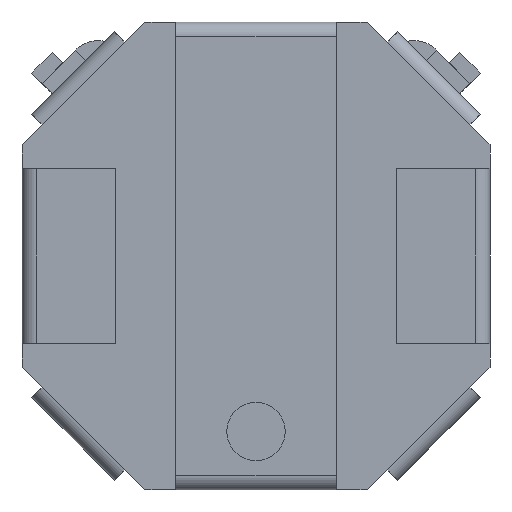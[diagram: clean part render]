
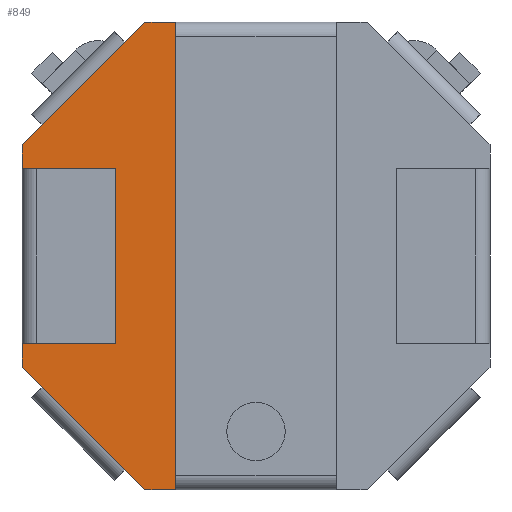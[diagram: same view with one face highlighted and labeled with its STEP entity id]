
A CAD part, front view. The second image highlights one B-rep face of the part: STEP entity #849.
In plain terms, the highlighted planar face has unit normal (0, -1, 0).
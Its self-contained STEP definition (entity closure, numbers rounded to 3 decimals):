
#34 = VERTEX_POINT ( 'NONE', #6125 ) ;
#84 = EDGE_CURVE ( 'NONE', #3240, #5454, #3987, .T. ) ;
#109 = CARTESIAN_POINT ( 'NONE',  ( -4., 0., 1.5 ) ) ;
#127 = VECTOR ( 'NONE', #647, 1000. ) ;
#132 = CARTESIAN_POINT ( 'NONE',  ( -1.9, 0., 4. ) ) ;
#188 = LINE ( 'NONE', #4327, #1835 ) ;
#246 = LINE ( 'NONE', #1065, #5825 ) ;
#278 = DIRECTION ( 'NONE',  ( 0., 1., 0. ) ) ;
#291 = VECTOR ( 'NONE', #4027, 1000. ) ;
#315 = LINE ( 'NONE', #109, #4045 ) ;
#346 = DIRECTION ( 'NONE',  ( 1., 0., 0. ) ) ;
#363 = LINE ( 'NONE', #4481, #291 ) ;
#456 = VERTEX_POINT ( 'NONE', #5642 ) ;
#512 = CARTESIAN_POINT ( 'NONE',  ( -3.657, 0., 2.243 ) ) ;
#524 = VERTEX_POINT ( 'NONE', #3339 ) ;
#532 = ORIENTED_EDGE ( 'NONE', *, *, #1110, .T. ) ;
#555 = VECTOR ( 'NONE', #4968, 1000. ) ;
#647 = DIRECTION ( 'NONE',  ( -1., 0., 0. ) ) ;
#725 = LINE ( 'NONE', #1285, #5198 ) ;
#730 = CARTESIAN_POINT ( 'NONE',  ( 0., 0., 0. ) ) ;
#815 = VECTOR ( 'NONE', #5908, 1000. ) ;
#824 = CARTESIAN_POINT ( 'NONE',  ( -4., 0., -1.5 ) ) ;
#827 = LINE ( 'NONE', #1967, #976 ) ;
#849 = ADVANCED_FACE ( 'NONE', ( #2678 ), #1203, .F. ) ;
#967 = DIRECTION ( 'NONE',  ( 0., 0., 1. ) ) ;
#971 = ORIENTED_EDGE ( 'NONE', *, *, #5293, .T. ) ;
#973 = VERTEX_POINT ( 'NONE', #6039 ) ;
#976 = VECTOR ( 'NONE', #5038, 1000. ) ;
#1065 = CARTESIAN_POINT ( 'NONE',  ( -4., 0., 1.9 ) ) ;
#1110 = EDGE_CURVE ( 'NONE', #1622, #2379, #725, .T. ) ;
#1118 = ORIENTED_EDGE ( 'NONE', *, *, #6020, .T. ) ;
#1203 = PLANE ( 'NONE',  #3895 ) ;
#1273 = EDGE_CURVE ( 'NONE', #34, #3240, #2958, .T. ) ;
#1285 = CARTESIAN_POINT ( 'NONE',  ( -2.243, 0., 3.657 ) ) ;
#1310 = VECTOR ( 'NONE', #346, 1000. ) ;
#1333 = EDGE_LOOP ( 'NONE', ( #1560, #1118, #4796, #532, #3783, #3831, #971, #1470, #5522, #1782, #2284, #4288, #2813, #1963 ) ) ;
#1417 = CARTESIAN_POINT ( 'NONE',  ( -4., 0., -1.9 ) ) ;
#1470 = ORIENTED_EDGE ( 'NONE', *, *, #3480, .F. ) ;
#1560 = ORIENTED_EDGE ( 'NONE', *, *, #3159, .F. ) ;
#1622 = VERTEX_POINT ( 'NONE', #3509 ) ;
#1693 = VERTEX_POINT ( 'NONE', #5960 ) ;
#1706 = CARTESIAN_POINT ( 'NONE',  ( -3.657, 0., -2.243 ) ) ;
#1782 = ORIENTED_EDGE ( 'NONE', *, *, #5664, .F. ) ;
#1813 = VERTEX_POINT ( 'NONE', #1417 ) ;
#1835 = VECTOR ( 'NONE', #5257, 1000. ) ;
#1963 = ORIENTED_EDGE ( 'NONE', *, *, #2062, .F. ) ;
#1967 = CARTESIAN_POINT ( 'NONE',  ( -1.9, 0., -4. ) ) ;
#2054 = LINE ( 'NONE', #4459, #3325 ) ;
#2062 = EDGE_CURVE ( 'NONE', #4750, #34, #5199, .T. ) ;
#2073 = DIRECTION ( 'NONE',  ( -0.707, 0., 0.707 ) ) ;
#2101 = EDGE_CURVE ( 'NONE', #5312, #1622, #5651, .T. ) ;
#2108 = VECTOR ( 'NONE', #2073, 1000. ) ;
#2147 = DIRECTION ( 'NONE',  ( 0., 0., -1. ) ) ;
#2213 = VERTEX_POINT ( 'NONE', #5460 ) ;
#2256 = LINE ( 'NONE', #824, #1310 ) ;
#2284 = ORIENTED_EDGE ( 'NONE', *, *, #5791, .F. ) ;
#2379 = VERTEX_POINT ( 'NONE', #512 ) ;
#2519 = CARTESIAN_POINT ( 'NONE',  ( -1.9, 0., 4. ) ) ;
#2559 = DIRECTION ( 'NONE',  ( -0.707, 0., -0.707 ) ) ;
#2601 = CARTESIAN_POINT ( 'NONE',  ( -1.9, 0., -4. ) ) ;
#2678 = FACE_OUTER_BOUND ( 'NONE', #1333, .T. ) ;
#2813 = ORIENTED_EDGE ( 'NONE', *, *, #1273, .F. ) ;
#2865 = EDGE_CURVE ( 'NONE', #2379, #2213, #2054, .T. ) ;
#2958 = LINE ( 'NONE', #2601, #815 ) ;
#3159 = EDGE_CURVE ( 'NONE', #973, #4750, #5035, .T. ) ;
#3240 = VERTEX_POINT ( 'NONE', #5144 ) ;
#3325 = VECTOR ( 'NONE', #5468, 1000. ) ;
#3339 = CARTESIAN_POINT ( 'NONE',  ( -4., 0., 1.5 ) ) ;
#3414 = CARTESIAN_POINT ( 'NONE',  ( -4., 0., -1.9 ) ) ;
#3480 = EDGE_CURVE ( 'NONE', #1693, #456, #188, .T. ) ;
#3509 = CARTESIAN_POINT ( 'NONE',  ( -2.243, 0., 3.657 ) ) ;
#3783 = ORIENTED_EDGE ( 'NONE', *, *, #2865, .T. ) ;
#3831 = ORIENTED_EDGE ( 'NONE', *, *, #4684, .T. ) ;
#3895 = AXIS2_PLACEMENT_3D ( 'NONE', #730, #278, #2147 ) ;
#3905 = CARTESIAN_POINT ( 'NONE',  ( -1.375, 0., -4. ) ) ;
#3946 = DIRECTION ( 'NONE',  ( 0., 0., -1. ) ) ;
#3987 = LINE ( 'NONE', #4882, #2108 ) ;
#4027 = DIRECTION ( 'NONE',  ( -1., 0., 0. ) ) ;
#4045 = VECTOR ( 'NONE', #5360, 1000. ) ;
#4288 = ORIENTED_EDGE ( 'NONE', *, *, #84, .F. ) ;
#4327 = CARTESIAN_POINT ( 'NONE',  ( -2.4, 0., -1.5 ) ) ;
#4379 = EDGE_CURVE ( 'NONE', #5318, #1693, #2256, .T. ) ;
#4459 = CARTESIAN_POINT ( 'NONE',  ( -1.9, 0., 4. ) ) ;
#4481 = CARTESIAN_POINT ( 'NONE',  ( -1.375, 0., 4. ) ) ;
#4684 = EDGE_CURVE ( 'NONE', #2213, #524, #246, .T. ) ;
#4750 = VERTEX_POINT ( 'NONE', #5450 ) ;
#4796 = ORIENTED_EDGE ( 'NONE', *, *, #2101, .T. ) ;
#4881 = CARTESIAN_POINT ( 'NONE',  ( -4., 0., -1.5 ) ) ;
#4882 = CARTESIAN_POINT ( 'NONE',  ( -2.243, 0., -3.657 ) ) ;
#4968 = DIRECTION ( 'NONE',  ( 0., 0., -1. ) ) ;
#5035 = LINE ( 'NONE', #5346, #555 ) ;
#5038 = DIRECTION ( 'NONE',  ( -0.707, 0., 0.707 ) ) ;
#5052 = VECTOR ( 'NONE', #2559, 1000. ) ;
#5144 = CARTESIAN_POINT ( 'NONE',  ( -2.243, 0., -3.657 ) ) ;
#5198 = VECTOR ( 'NONE', #6052, 1000. ) ;
#5199 = LINE ( 'NONE', #3905, #127 ) ;
#5257 = DIRECTION ( 'NONE',  ( 0., 0., 1. ) ) ;
#5287 = LINE ( 'NONE', #3414, #5808 ) ;
#5293 = EDGE_CURVE ( 'NONE', #524, #456, #315, .T. ) ;
#5312 = VERTEX_POINT ( 'NONE', #132 ) ;
#5318 = VERTEX_POINT ( 'NONE', #4881 ) ;
#5346 = CARTESIAN_POINT ( 'NONE',  ( -1.375, 0., 0. ) ) ;
#5360 = DIRECTION ( 'NONE',  ( 1., 0., 0. ) ) ;
#5450 = CARTESIAN_POINT ( 'NONE',  ( -1.375, 0., -4. ) ) ;
#5454 = VERTEX_POINT ( 'NONE', #1706 ) ;
#5460 = CARTESIAN_POINT ( 'NONE',  ( -4., 0., 1.9 ) ) ;
#5468 = DIRECTION ( 'NONE',  ( -0.707, 0., -0.707 ) ) ;
#5522 = ORIENTED_EDGE ( 'NONE', *, *, #4379, .F. ) ;
#5642 = CARTESIAN_POINT ( 'NONE',  ( -2.4, 0., 1.5 ) ) ;
#5651 = LINE ( 'NONE', #2519, #5052 ) ;
#5664 = EDGE_CURVE ( 'NONE', #1813, #5318, #5287, .T. ) ;
#5791 = EDGE_CURVE ( 'NONE', #5454, #1813, #827, .T. ) ;
#5808 = VECTOR ( 'NONE', #967, 1000. ) ;
#5825 = VECTOR ( 'NONE', #3946, 1000. ) ;
#5908 = DIRECTION ( 'NONE',  ( -0.707, 0., 0.707 ) ) ;
#5960 = CARTESIAN_POINT ( 'NONE',  ( -2.4, 0., -1.5 ) ) ;
#6020 = EDGE_CURVE ( 'NONE', #973, #5312, #363, .T. ) ;
#6039 = CARTESIAN_POINT ( 'NONE',  ( -1.375, 0., 4. ) ) ;
#6052 = DIRECTION ( 'NONE',  ( -0.707, 0., -0.707 ) ) ;
#6125 = CARTESIAN_POINT ( 'NONE',  ( -1.9, 0., -4. ) ) ;
